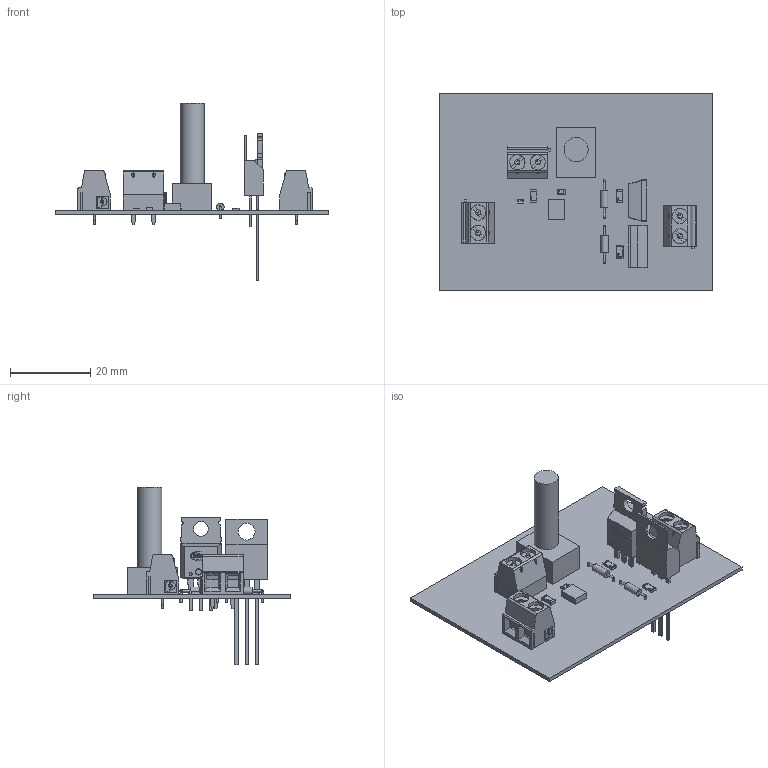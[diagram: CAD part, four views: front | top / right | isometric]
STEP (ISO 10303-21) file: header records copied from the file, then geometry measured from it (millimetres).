
FILE_DESCRIPTION(('Open CASCADE Model'),'2;1');
FILE_NAME('Open CASCADE Shape Model','2024-01-20T15:25:07',('Author'),( 'Open CASCADE'),'Open CASCADE STEP processor 7.5','Open CASCADE 7.5' ,'Unknown');
FILE_SCHEMA(('AUTOMOTIVE_DESIGN { 1 0 10303 214 1 1 1 1 }'));
Length unit declared in the file: millimetre
Products named in the file (59): PCB; Board; Open CASCADE STEP translator 7.5 1.1.1; U1; 5945641696; Extruded; R5; Res_Samsung_RC1608F7873CS_eec; 1; 2; 3; Samsung Logo Yury adjustable; R4; Res_Vishay_CRCW1206619RFKEB_eec; terminals; body; top; logo; R3; R2; Res_Samsung_RC2012F333CS_eec; R1; 6142705168; Cylinder; 6142705008; Q2; IRF9Z24NPBF_RGB8421504; Tab; Body; PinsArray; Q1; Trans_Infineon_IRL2505PBF_eec; pins; J3; 1729128; mkdsn_1.5-2-5.08; J2; J1; D2; 6142704448 ...
Assembly tree (71 placements, depth 4):
  PCB
    Board
      Open CASCADE STEP translator 7.5 1.1.1
    U1
      5945641696
        Extruded
    R5
      Res_Samsung_RC1608F7873CS_eec
        1
        2
        3
        Samsung Logo Yury adjustable
    R4
      Res_Vishay_CRCW1206619RFKEB_eec
        terminals
        body
        top
        logo
    R3
      Res_Vishay_CRCW1206619RFKEB_eec
        terminals
        body
        top
        logo
    R2
      Res_Samsung_RC2012F333CS_eec
        terminals
        body
        top
        logo
    R1
      6142705168
        Cylinder
      6142705008
        Extruded
    Q2
      IRF9Z24NPBF_RGB8421504
        Tab
        Body
        PinsArray
    Q1
      Trans_Infineon_IRL2505PBF_eec
        body
        pins
        logo
    J3
      1729128
        mkdsn_1.5-2-5.08
    J2
      1729128
        mkdsn_1.5-2-5.08
    J1
      1729128
        mkdsn_1.5-2-5.08
    D2
      6142704448  x2
        Sphere
      6142704128  x2
        Cylinder
      6142703808  x2
Bounding box: 68 x 49 x 44.31 mm (x, y, z)
Volume: 7781.2 mm3; surface area: 11495.2 mm2
Topology: 90 solids, 90 shells, 1680 faces, 4898 edges, 4107 vertices
Faces by surface type: plane 1040, bspline 322, cylinder 247, sphere 56, cone 13, torus 2
Full cylindrical faces by diameter (mm): 0.56 x8, 0.738 x1, 1.85 x2, 3.68 x1, 4.19 x1, 6 x1
Entity records: 45169 total; most frequent: CARTESIAN_POINT 13276, ORIENTED_EDGE 5994, DIRECTION 4691, EDGE_CURVE 2997, VERTEX_POINT 1958, LINE 1917, VECTOR 1917, AXIS2_PLACEMENT_3D 1387
